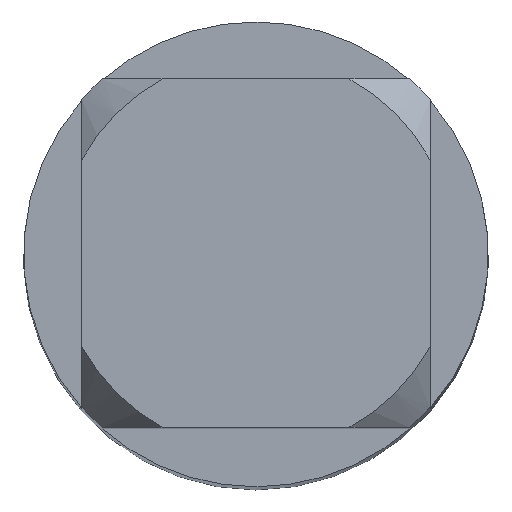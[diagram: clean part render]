
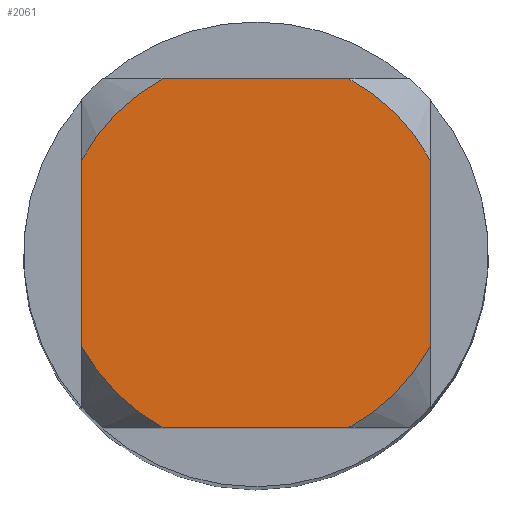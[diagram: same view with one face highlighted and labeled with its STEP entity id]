
A CAD part, top view. The second image highlights one B-rep face of the part: STEP entity #2061.
In plain terms, the highlighted planar face has unit normal (0, 0, 1).
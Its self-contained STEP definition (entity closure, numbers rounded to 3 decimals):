
#1019=EDGE_CURVE('',#2733,#1793,#2991,.T.);
#1155=VERTEX_POINT('',#3142);
#1201=EDGE_CURVE('',#1785,#2007,#3192,.T.);
#1581=EDGE_CURVE('',#2733,#2891,#3611,.T.);
#1699=VERTEX_POINT('',#3737);
#1735=EDGE_CURVE('',#1699,#2891,#3775,.T.);
#1785=VERTEX_POINT('',#3831);
#1793=VERTEX_POINT('',#3840);
#2007=VERTEX_POINT('',#4071);
#2041=EDGE_CURVE('',#1699,#2897,#4107,.T.);
#2061=ADVANCED_FACE('',(#4130),#4131,.T.);
#2187=EDGE_CURVE('',#1155,#1793,#4269,.T.);
#2529=EDGE_CURVE('',#1155,#2007,#4640,.T.);
#2681=EDGE_CURVE('',#1785,#2897,#4802,.T.);
#2733=VERTEX_POINT('',#4857);
#2891=VERTEX_POINT('',#5034);
#2897=VERTEX_POINT('',#5040);
#2991=CIRCLE('',#5137,1.7);
#3142=CARTESIAN_POINT('',(-1.5,0.8,0.0));
#3192=LINE('',#5553,#5554);
#3611=LINE('',#6719,#6720);
#3737=CARTESIAN_POINT('',(1.5,-0.8,0.0));
#3775=CIRCLE('',#7259,1.7);
#3831=CARTESIAN_POINT('',(0.8,1.5,0.0));
#3840=CARTESIAN_POINT('',(-1.5,-0.8,0.0));
#4071=CARTESIAN_POINT('',(-0.8,1.5,0.0));
#4107=LINE('',#7934,#7935);
#4130=FACE_OUTER_BOUND('',#7970,.T.);
#4131=PLANE('',#7971);
#4269=LINE('',#8281,#8282);
#4640=CIRCLE('',#9224,1.7);
#4802=CIRCLE('',#9628,1.7);
#4857=CARTESIAN_POINT('',(-0.8,-1.5,0.0));
#5034=CARTESIAN_POINT('',(0.8,-1.5,0.0));
#5040=CARTESIAN_POINT('',(1.5,0.8,0.0));
#5137=AXIS2_PLACEMENT_3D('',#10530,#10531,#10532);
#5553=CARTESIAN_POINT('',(0.0,1.5,0.0));
#5554=VECTOR('',#10751,1.0);
#6719=CARTESIAN_POINT('',(0.0,-1.5,0.0));
#6720=VECTOR('',#11276,1.0);
#7259=AXIS2_PLACEMENT_3D('',#11483,#11484,#11485);
#7934=CARTESIAN_POINT('',(1.5,0.425,0.0));
#7935=VECTOR('',#11838,1.0);
#7970=EDGE_LOOP('',(#11871,#11872,#11873,#11874,#11875,#11876,#11877,#11878));
#7971=AXIS2_PLACEMENT_3D('',#11879,#11880,#11881);
#8281=CARTESIAN_POINT('',(-1.5,0.425,0.0));
#8282=VECTOR('',#12013,1.0);
#9224=AXIS2_PLACEMENT_3D('',#12409,#12410,#12411);
#9628=AXIS2_PLACEMENT_3D('',#12552,#12553,#12554);
#10530=CARTESIAN_POINT('',(0.0,0.0,0.0));
#10531=DIRECTION('',(0.0,0.0,-1.0));
#10532=DIRECTION('',(0.0,1.0,0.0));
#10751=DIRECTION('',(-1.0,0.0,0.0));
#11276=DIRECTION('',(1.0,0.0,0.0));
#11483=CARTESIAN_POINT('',(0.0,0.0,0.0));
#11484=DIRECTION('',(0.0,0.0,-1.0));
#11485=DIRECTION('',(0.0,1.0,0.0));
#11838=DIRECTION('',(-0.0,1.0,0.0));
#11871=ORIENTED_EDGE('',*,*,#2187,.T.);
#11872=ORIENTED_EDGE('',*,*,#1019,.F.);
#11873=ORIENTED_EDGE('',*,*,#1581,.T.);
#11874=ORIENTED_EDGE('',*,*,#1735,.F.);
#11875=ORIENTED_EDGE('',*,*,#2041,.T.);
#11876=ORIENTED_EDGE('',*,*,#2681,.F.);
#11877=ORIENTED_EDGE('',*,*,#1201,.T.);
#11878=ORIENTED_EDGE('',*,*,#2529,.F.);
#11879=CARTESIAN_POINT('',(0.0,0.85,0.0));
#11880=DIRECTION('',(-0.0,0.0,1.0));
#11881=DIRECTION('',(0.0,-1.0,0.0));
#12013=DIRECTION('',(-0.0,-1.0,0.0));
#12409=CARTESIAN_POINT('',(0.0,0.0,0.0));
#12410=DIRECTION('',(0.0,0.0,-1.0));
#12411=DIRECTION('',(0.0,1.0,0.0));
#12552=CARTESIAN_POINT('',(0.0,0.0,0.0));
#12553=DIRECTION('',(0.0,0.0,-1.0));
#12554=DIRECTION('',(0.0,1.0,0.0));
